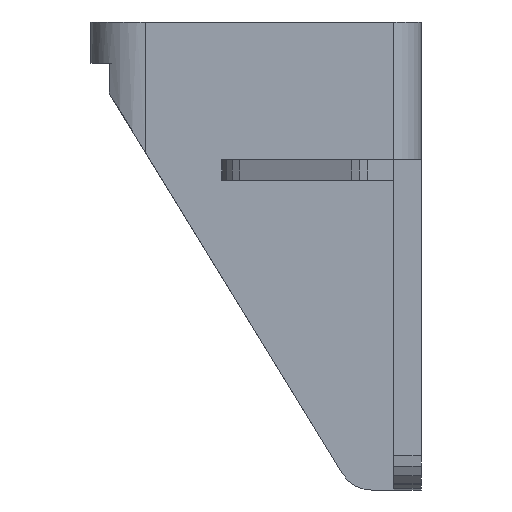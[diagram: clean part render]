
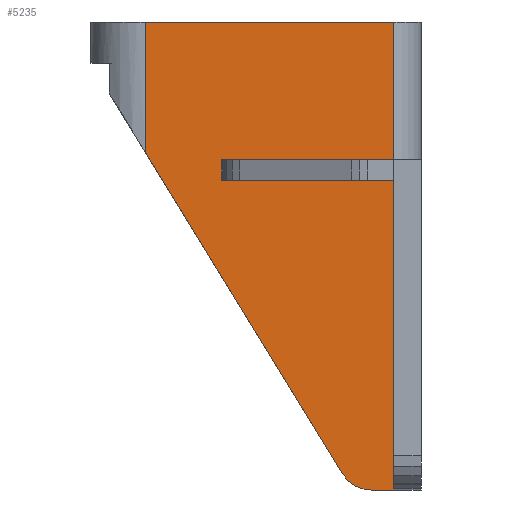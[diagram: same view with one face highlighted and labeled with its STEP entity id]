
A CAD part, left-side view. The second image highlights one B-rep face of the part: STEP entity #5235.
In plain terms, the highlighted planar face has unit normal (-1, 0, 0).
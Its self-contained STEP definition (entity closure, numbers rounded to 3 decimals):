
#284=PLANE('',#5512);
#534=FACE_OUTER_BOUND('',#797,.T.);
#797=EDGE_LOOP('',(#4858,#4859,#4860,#4861,#4862,#4863,#4864,#4865,#4866,
#4867,#4868));
#1507=LINE('',#8197,#2236);
#1508=LINE('',#8199,#2237);
#1509=LINE('',#8200,#2238);
#1517=LINE('',#8217,#2246);
#1520=LINE('',#8223,#2249);
#1523=LINE('',#8228,#2252);
#1525=LINE('',#8232,#2254);
#1526=LINE('',#8234,#2255);
#1530=LINE('',#8248,#2259);
#1531=LINE('',#8251,#2260);
#1532=LINE('',#8252,#2261);
#2236=VECTOR('',#6709,1.);
#2237=VECTOR('',#6710,1.);
#2238=VECTOR('',#6711,1.);
#2246=VECTOR('',#6723,1.);
#2249=VECTOR('',#6728,1.);
#2252=VECTOR('',#6733,1.);
#2254=VECTOR('',#6737,1.);
#2255=VECTOR('',#6740,1.);
#2259=VECTOR('',#6758,1.);
#2260=VECTOR('',#6761,8.);
#2261=VECTOR('',#6762,1.);
#2743=VERTEX_POINT('',#8184);
#2748=VERTEX_POINT('',#8194);
#2749=VERTEX_POINT('',#8196);
#2750=VERTEX_POINT('',#8198);
#2757=VERTEX_POINT('',#8216);
#2758=VERTEX_POINT('',#8220);
#2759=VERTEX_POINT('',#8222);
#2760=VERTEX_POINT('',#8226);
#2761=VERTEX_POINT('',#8230);
#2764=VERTEX_POINT('',#8246);
#2765=VERTEX_POINT('',#8250);
#3475=EDGE_CURVE('',#2749,#2748,#1507,.T.);
#3476=EDGE_CURVE('',#2750,#2749,#1508,.T.);
#3477=EDGE_CURVE('',#2743,#2750,#1509,.T.);
#3485=EDGE_CURVE('',#2743,#2757,#1517,.T.);
#3488=EDGE_CURVE('',#2758,#2759,#1520,.T.);
#3491=EDGE_CURVE('',#2760,#2758,#1523,.T.);
#3493=EDGE_CURVE('',#2761,#2760,#1525,.T.);
#3494=EDGE_CURVE('',#2757,#2761,#1526,.T.);
#3501=EDGE_CURVE('',#2759,#2764,#1530,.T.);
#3502=EDGE_CURVE('',#2764,#2765,#1531,.T.);
#3503=EDGE_CURVE('',#2748,#2765,#1532,.T.);
#4858=ORIENTED_EDGE('',*,*,#3502,.F.);
#4859=ORIENTED_EDGE('',*,*,#3501,.F.);
#4860=ORIENTED_EDGE('',*,*,#3488,.F.);
#4861=ORIENTED_EDGE('',*,*,#3491,.F.);
#4862=ORIENTED_EDGE('',*,*,#3493,.F.);
#4863=ORIENTED_EDGE('',*,*,#3494,.F.);
#4864=ORIENTED_EDGE('',*,*,#3485,.F.);
#4865=ORIENTED_EDGE('',*,*,#3477,.T.);
#4866=ORIENTED_EDGE('',*,*,#3476,.T.);
#4867=ORIENTED_EDGE('',*,*,#3475,.T.);
#4868=ORIENTED_EDGE('',*,*,#3503,.T.);
#5235=ADVANCED_FACE('',(#534),#284,.T.);
#5512=AXIS2_PLACEMENT_3D('',#8249,#6759,#6760);
#6709=DIRECTION('',(0.,0.,1.));
#6710=DIRECTION('',(0.,0.,1.));
#6711=DIRECTION('',(0.,0.,1.));
#6723=DIRECTION('',(0.,1.,0.));
#6728=DIRECTION('',(0.,0.627,0.779));
#6733=DIRECTION('',(0.,0.803,0.596));
#6737=DIRECTION('',(0.,0.928,0.374));
#6740=DIRECTION('',(0.,0.992,0.127));
#6758=DIRECTION('',(0.,0.523,0.853));
#6759=DIRECTION('center_axis',(-1.,0.,0.));
#6760=DIRECTION('ref_axis',(0.,0.,1.));
#6761=DIRECTION('',(0.,0.,1.));
#6762=DIRECTION('',(0.,1.,0.));
#8184=CARTESIAN_POINT('',(24.594,4.,18.55));
#8194=CARTESIAN_POINT('',(24.594,4.,86.55));
#8196=CARTESIAN_POINT('',(24.594,4.,66.55));
#8197=CARTESIAN_POINT('',(24.594,4.,18.55));
#8198=CARTESIAN_POINT('',(24.594,4.,63.55));
#8199=CARTESIAN_POINT('',(24.594,4.,63.55));
#8200=CARTESIAN_POINT('',(24.594,4.,18.55));
#8216=CARTESIAN_POINT('',(24.594,7.2,18.55));
#8217=CARTESIAN_POINT('',(24.594,4.,18.55));
#8220=CARTESIAN_POINT('',(24.594,10.665,19.945));
#8222=CARTESIAN_POINT('',(24.594,11.463,20.937));
#8223=CARTESIAN_POINT('',(24.594,10.665,19.945));
#8226=CARTESIAN_POINT('',(24.594,9.643,19.187));
#8228=CARTESIAN_POINT('',(24.594,9.643,19.187));
#8230=CARTESIAN_POINT('',(24.594,8.462,18.712));
#8232=CARTESIAN_POINT('',(24.594,8.462,18.712));
#8234=CARTESIAN_POINT('',(24.594,7.2,18.55));
#8246=CARTESIAN_POINT('',(24.594,40.063,67.599));
#8248=CARTESIAN_POINT('',(24.594,11.463,20.937));
#8249=CARTESIAN_POINT('Origin',(24.594,9.643,19.187));
#8250=CARTESIAN_POINT('',(24.594,40.063,86.55));
#8251=CARTESIAN_POINT('',(24.594,40.063,80.55));
#8252=CARTESIAN_POINT('',(24.594,4.,86.55));
